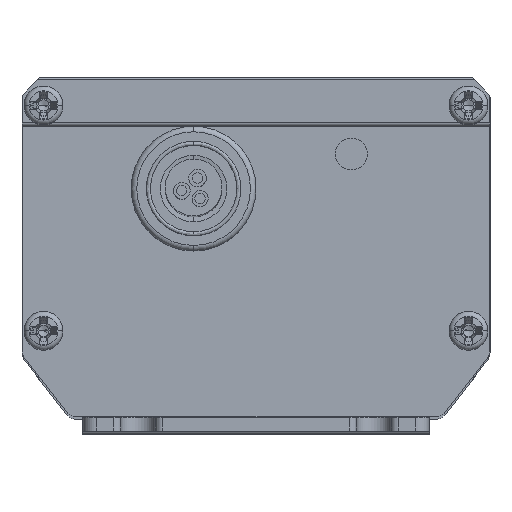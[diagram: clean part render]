
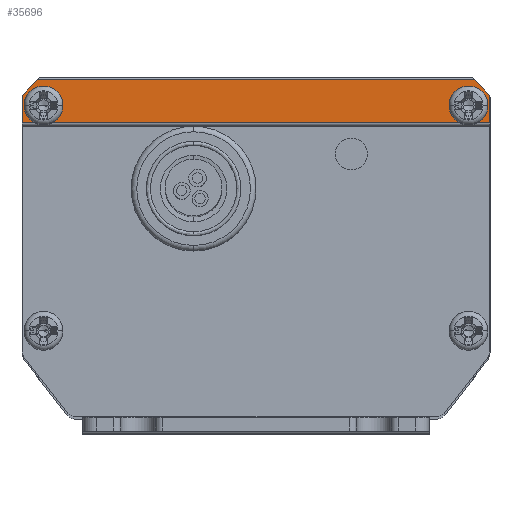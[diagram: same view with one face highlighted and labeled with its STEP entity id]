
A CAD part, top view. The second image highlights one B-rep face of the part: STEP entity #35696.
In plain terms, the highlighted face is planar.
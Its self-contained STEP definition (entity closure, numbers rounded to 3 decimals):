
#62 = VERTEX_POINT ( 'NONE', #37044 ) ;
#63 = VERTEX_POINT ( 'NONE', #37045 ) ;
#66 = VERTEX_POINT ( 'NONE', #37048 ) ;
#67 = VERTEX_POINT ( 'NONE', #37049 ) ;
#112 = VERTEX_POINT ( 'NONE', #37089 ) ;
#113 = VERTEX_POINT ( 'NONE', #37090 ) ;
#143 = VERTEX_POINT ( 'NONE', #37120 ) ;
#144 = VERTEX_POINT ( 'NONE', #37121 ) ;
#152 = VERTEX_POINT ( 'NONE', #37129 ) ;
#155 = VERTEX_POINT ( 'NONE', #37132 ) ;
#577 = ORIENTED_EDGE ( 'NONE', *, *, #698, .F. ) ;
#578 = ORIENTED_EDGE ( 'NONE', *, *, #50531, .F. ) ;
#579 = ORIENTED_EDGE ( 'NONE', *, *, #699, .F. ) ;
#580 = ORIENTED_EDGE ( 'NONE', *, *, #50535, .F. ) ;
#581 = ORIENTED_EDGE ( 'NONE', *, *, #687, .T. ) ;
#582 = ORIENTED_EDGE ( 'NONE', *, *, #700, .T. ) ;
#583 = ORIENTED_EDGE ( 'NONE', *, *, #696, .T. ) ;
#584 = ORIENTED_EDGE ( 'NONE', *, *, #622, .T. ) ;
#585 = ORIENTED_EDGE ( 'NONE', *, *, #701, .T. ) ;
#586 = ORIENTED_EDGE ( 'NONE', *, *, #673, .T. ) ;
#622 = EDGE_CURVE ( 'NONE', #113, #112, #39331, .T. ) ;
#673 = EDGE_CURVE ( 'NONE', #152, #144, #39416, .T. ) ;
#687 = EDGE_CURVE ( 'NONE', #144, #155, #39437, .T. ) ;
#696 = EDGE_CURVE ( 'NONE', #143, #113, #39450, .T. ) ;
#698 = EDGE_CURVE ( 'NONE', #63, #62, #39455, .T. ) ;
#699 = EDGE_CURVE ( 'NONE', #67, #66, #39453, .T. ) ;
#700 = EDGE_CURVE ( 'NONE', #155, #143, #39456, .T. ) ;
#701 = EDGE_CURVE ( 'NONE', #112, #152, #39458, .T. ) ;
#13081 = FACE_BOUND ( 'NONE', #49677, .T. ) ;
#13082 = FACE_OUTER_BOUND ( 'NONE', #49703, .T. ) ;
#13084 = FACE_BOUND ( 'NONE', #49702, .T. ) ;
#17168 = AXIS2_PLACEMENT_3D ( 'NONE', #17609, #17603, #17613 ) ;
#17603 = DIRECTION ( 'NONE',  ( 1., 0., 0. ) ) ;
#17609 = CARTESIAN_POINT ( 'NONE',  ( 2.5, 0., 0. ) ) ;
#17611 = PLANE ( 'NONE',  #17168 ) ;
#17613 = DIRECTION ( 'NONE',  ( 0., 0., -1. ) ) ;
#27553 = CIRCLE ( 'NONE', #29028, 1.55 ) ;
#27559 = CIRCLE ( 'NONE', #29030, 1.55 ) ;
#28523 = CARTESIAN_POINT ( 'NONE',  ( 2.5, 47., -30.65 ) ) ;
#28524 = DIRECTION ( 'NONE',  ( 1., 0., 0. ) ) ;
#28525 = DIRECTION ( 'NONE',  ( 0., 0., -1. ) ) ;
#28533 = CARTESIAN_POINT ( 'NONE',  ( 2.5, 47., 30.65 ) ) ;
#28534 = DIRECTION ( 'NONE',  ( 1., 0., 0. ) ) ;
#28535 = DIRECTION ( 'NONE',  ( 0., 0., -1. ) ) ;
#29028 = AXIS2_PLACEMENT_3D ( 'NONE', #28523, #28524, #28525 ) ;
#29030 = AXIS2_PLACEMENT_3D ( 'NONE', #28533, #28534, #28535 ) ;
#33604 = AXIS2_PLACEMENT_3D ( 'NONE', #37471, #37472, #37473 ) ;
#33605 = AXIS2_PLACEMENT_3D ( 'NONE', #37475, #37476, #37477 ) ;
#35696 = ADVANCED_FACE ( 'NONE', ( #13081, #13084, #13082 ), #17611, .T. ) ;
#37044 = CARTESIAN_POINT ( 'NONE',  ( 2.5, 47., -29.1 ) ) ;
#37045 = CARTESIAN_POINT ( 'NONE',  ( 2.5, 47., -32.2 ) ) ;
#37048 = CARTESIAN_POINT ( 'NONE',  ( 2.5, 47., 32.2 ) ) ;
#37049 = CARTESIAN_POINT ( 'NONE',  ( 2.5, 47., 29.1 ) ) ;
#37089 = CARTESIAN_POINT ( 'NONE',  ( 2.5, 44.5, 33.75 ) ) ;
#37090 = CARTESIAN_POINT ( 'NONE',  ( 2.5, 48.5, 33.75 ) ) ;
#37120 = CARTESIAN_POINT ( 'NONE',  ( 2.5, 50.7, 31.55 ) ) ;
#37121 = CARTESIAN_POINT ( 'NONE',  ( 2.5, 48.5, -33.75 ) ) ;
#37129 = CARTESIAN_POINT ( 'NONE',  ( 2.5, 44.5, -33.75 ) ) ;
#37132 = CARTESIAN_POINT ( 'NONE',  ( 2.5, 50.7, -31.55 ) ) ;
#37279 = DIRECTION ( 'NONE',  ( 0., -1., 0. ) ) ;
#37284 = CARTESIAN_POINT ( 'NONE',  ( 2.5, 48.5, 33.75 ) ) ;
#37402 = CARTESIAN_POINT ( 'NONE',  ( 2.5, 44., -33.75 ) ) ;
#37403 = DIRECTION ( 'NONE',  ( 0., 1., 0. ) ) ;
#37445 = CARTESIAN_POINT ( 'NONE',  ( 2.5, 48.5, -33.75 ) ) ;
#37446 = DIRECTION ( 'NONE',  ( 0., 0.707, 0.707 ) ) ;
#37462 = CARTESIAN_POINT ( 'NONE',  ( 2.5, 51., 31.25 ) ) ;
#37466 = DIRECTION ( 'NONE',  ( 0., -0.707, 0.707 ) ) ;
#37470 = DIRECTION ( 'NONE',  ( 0., 0., 1. ) ) ;
#37471 = CARTESIAN_POINT ( 'NONE',  ( 2.5, 47., -30.65 ) ) ;
#37472 = DIRECTION ( 'NONE',  ( 1., 0., 0. ) ) ;
#37473 = DIRECTION ( 'NONE',  ( 0., 0., -1. ) ) ;
#37474 = CARTESIAN_POINT ( 'NONE',  ( 2.5, 50.7, 0. ) ) ;
#37475 = CARTESIAN_POINT ( 'NONE',  ( 2.5, 47., 30.65 ) ) ;
#37476 = DIRECTION ( 'NONE',  ( 1., 0., 0. ) ) ;
#37477 = DIRECTION ( 'NONE',  ( 0., 0., -1. ) ) ;
#37478 = CARTESIAN_POINT ( 'NONE',  ( 2.5, 44.5, -33.75 ) ) ;
#37479 = DIRECTION ( 'NONE',  ( 0., 0., -1. ) ) ;
#39331 = LINE ( 'NONE', #37284, #39338 ) ;
#39338 = VECTOR ( 'NONE', #37279, 1000. ) ;
#39416 = LINE ( 'NONE', #37402, #39418 ) ;
#39418 = VECTOR ( 'NONE', #37403, 1000. ) ;
#39437 = LINE ( 'NONE', #37445, #39439 ) ;
#39439 = VECTOR ( 'NONE', #37446, 1000. ) ;
#39450 = LINE ( 'NONE', #37462, #39454 ) ;
#39453 = CIRCLE ( 'NONE', #33605, 1.55 ) ;
#39454 = VECTOR ( 'NONE', #37466, 1000. ) ;
#39455 = CIRCLE ( 'NONE', #33604, 1.55 ) ;
#39456 = LINE ( 'NONE', #37474, #39459 ) ;
#39458 = LINE ( 'NONE', #37478, #39461 ) ;
#39459 = VECTOR ( 'NONE', #37470, 1000. ) ;
#39461 = VECTOR ( 'NONE', #37479, 1000. ) ;
#49677 = EDGE_LOOP ( 'NONE', ( #577, #578 ) ) ;
#49702 = EDGE_LOOP ( 'NONE', ( #579, #580 ) ) ;
#49703 = EDGE_LOOP ( 'NONE', ( #581, #582, #583, #584, #585, #586 ) ) ;
#50531 = EDGE_CURVE ( 'NONE', #62, #63, #27553, .T. ) ;
#50535 = EDGE_CURVE ( 'NONE', #66, #67, #27559, .T. ) ;
